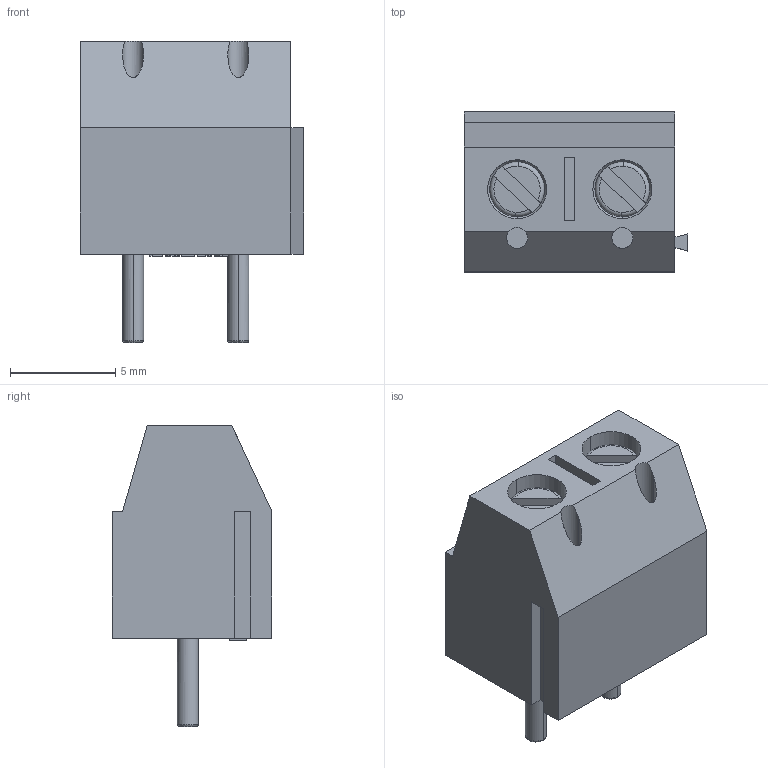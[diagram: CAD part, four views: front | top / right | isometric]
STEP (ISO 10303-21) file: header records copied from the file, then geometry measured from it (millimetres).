
FILE_DESCRIPTION (( 'STEP AP203' ), '1' );
FILE_NAME ('KF301_2P.STEP', '2023-07-27T03:41:41', ( '' ), ( '' ), 'SwSTEP 2.0', 'SolidWorks 2021', '' );
FILE_SCHEMA (( 'CONFIG_CONTROL_DESIGN' ));
Length unit declared in the file: millimetre
Products named in the file (5): 3D_PCB1_2023-07-27.step; COMPOUND.step; P1.step; CONN-TH_XY301V-A-5.0-2P.step; KF301_2P
Assembly tree (4 placements, depth 5):
  KF301_2P
    3D_PCB1_2023-07-27.step
      P1.step
        CONN-TH_XY301V-A-5.0-2P.step
          COMPOUND.step
Bounding box: 10.6 x 7.6 x 14.3 mm (x, y, z)
Volume: 451 mm3; surface area: 1288.2 mm2
Topology: 7 solids, 7 shells, 258 faces, 690 edges, 456 vertices
Faces by surface type: plane 192, cylinder 46, torus 16, cone 4
Entity records: 8515 total; most frequent: CARTESIAN_POINT 1528, ORIENTED_EDGE 1380, DIRECTION 1298, EDGE_CURVE 690, VECTOR 542, LINE 542, VERTEX_POINT 456, AXIS2_PLACEMENT_3D 378
